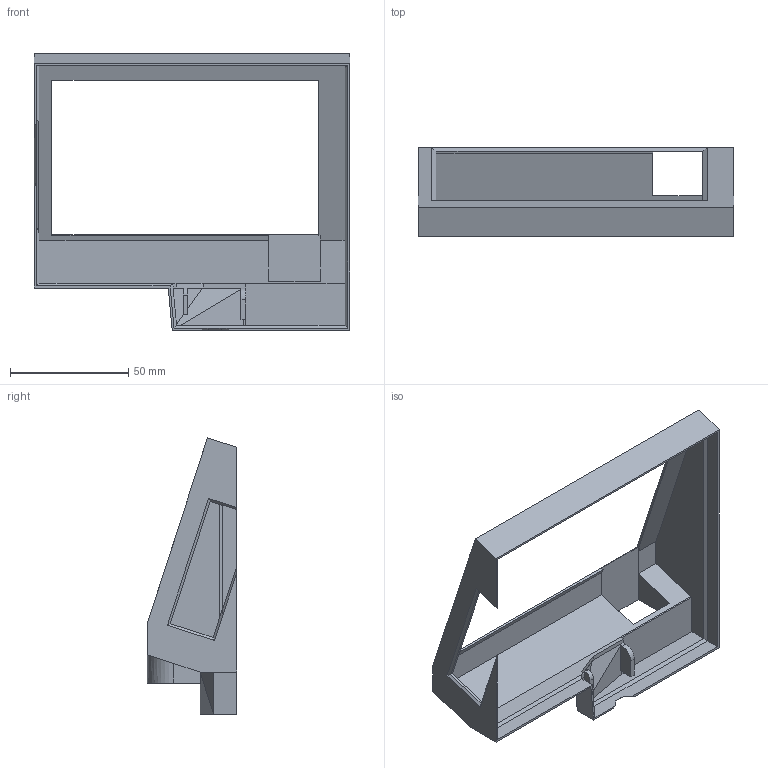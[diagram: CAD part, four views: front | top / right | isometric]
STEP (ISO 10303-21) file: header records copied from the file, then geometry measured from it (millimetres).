
FILE_DESCRIPTION (( 'STEP AP214' ), '1' );
FILE_NAME ('1of2 TSK Case v2.STEP', '2017-06-08T19:13:30', ( '' ), ( '' ), 'SwSTEP 2.0', 'SolidWorks 2016', '' );
FILE_SCHEMA (( 'AUTOMOTIVE_DESIGN' ));
Length unit declared in the file: millimetre
Products named in the file (1): 1of2 TSK Case v2
Bounding box: 133.27 x 37.77 x 116.7 mm (x, y, z)
Volume: 33095.4 mm3; surface area: 35734.4 mm2
Topology: 2 solids, 2 shells, 140 faces, 367 edges, 236 vertices
Faces by surface type: plane 128, cylinder 10, bspline 2
Entity records: 4307 total; most frequent: CARTESIAN_POINT 813, ORIENTED_EDGE 734, DIRECTION 662, EDGE_CURVE 367, VECTOR 340, LINE 340, VERTEX_POINT 236, AXIS2_PLACEMENT_3D 161
